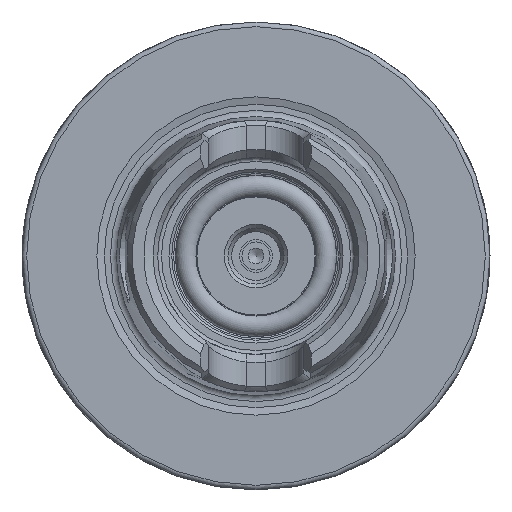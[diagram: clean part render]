
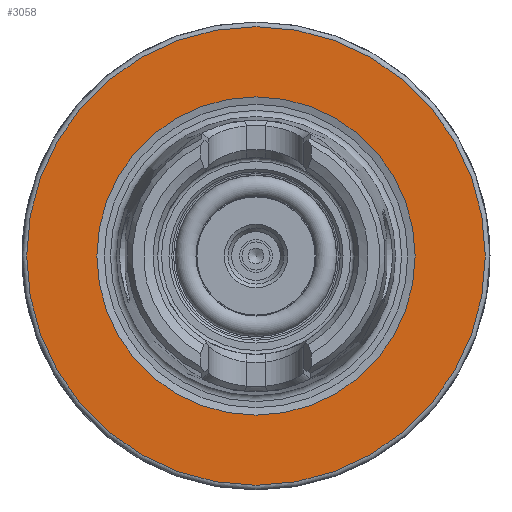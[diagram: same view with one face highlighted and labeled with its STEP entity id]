
A CAD part, left-side view. The second image highlights one B-rep face of the part: STEP entity #3058.
In plain terms, the highlighted planar face has unit normal (-1, 0, 0).
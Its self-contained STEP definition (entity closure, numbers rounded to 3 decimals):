
#3027=CARTESIAN_POINT('',(0.0,24.5,0.0));
#3028=VERTEX_POINT('',#3027);
#3029=CARTESIAN_POINT('',(0.0,0.0,0.0));
#3030=DIRECTION('',(1.0,0.0,0.0));
#3031=DIRECTION('',(0.0,1.0,0.0));
#3032=AXIS2_PLACEMENT_3D('',#3029,#3030,#3031);
#3033=CIRCLE('',#3032,24.5);
#3034=EDGE_CURVE('',#3028,#3028,#3033,.T.);
#3039=CARTESIAN_POINT('',(0.0,20.75,0.0));
#3040=DIRECTION('',(-1.0,0.0,0.0));
#3041=DIRECTION('',(0.0,0.0,1.0));
#3042=AXIS2_PLACEMENT_3D('',#3039,#3040,#3041);
#3043=PLANE('',#3042);
#3044=ORIENTED_EDGE('',*,*,#3034,.F.);
#3045=EDGE_LOOP('',(#3044));
#3046=FACE_OUTER_BOUND('',#3045,.T.);
#3047=CARTESIAN_POINT('',(0.0,17.,0.0));
#3048=VERTEX_POINT('',#3047);
#3049=CARTESIAN_POINT('',(0.0,0.0,0.0));
#3050=DIRECTION('',(1.0,0.0,0.0));
#3051=DIRECTION('',(0.0,1.0,0.0));
#3052=AXIS2_PLACEMENT_3D('',#3049,#3050,#3051);
#3053=CIRCLE('',#3052,17.);
#3054=EDGE_CURVE('',#3048,#3048,#3053,.T.);
#3055=ORIENTED_EDGE('',*,*,#3054,.T.);
#3056=EDGE_LOOP('',(#3055));
#3057=FACE_BOUND('',#3056,.T.);
#3058=ADVANCED_FACE('',(#3046,#3057),#3043,.T.);
